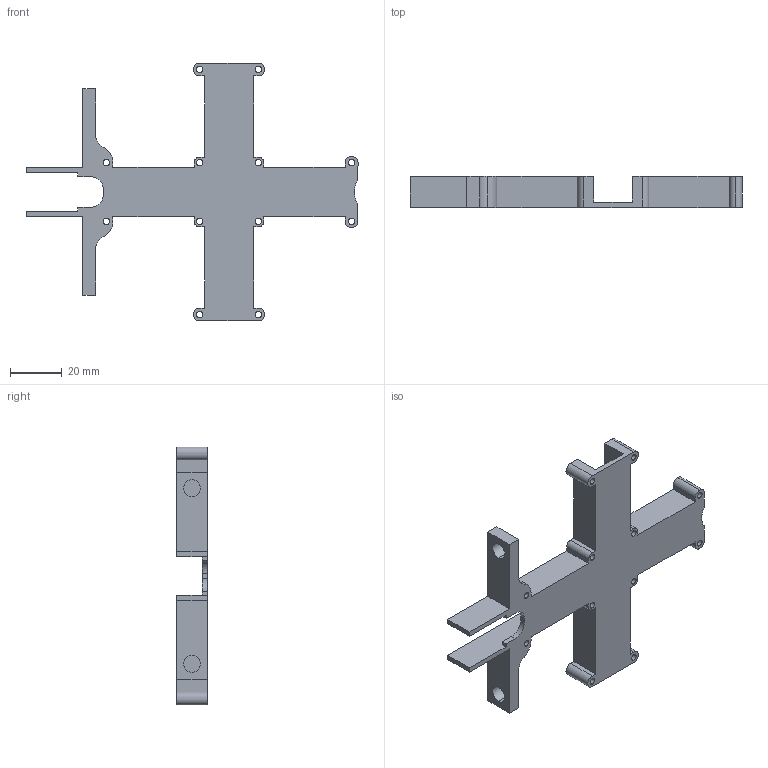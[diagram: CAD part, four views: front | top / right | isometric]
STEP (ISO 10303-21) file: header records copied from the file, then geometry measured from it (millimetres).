
FILE_DESCRIPTION (( 'STEP AP214' ), '1' );
FILE_NAME ('Croix_support_inf_1.STEP', '2023-06-28T07:54:34', ( '' ), ( '' ), 'SwSTEP 2.0', 'SolidWorks 2023', '' );
FILE_SCHEMA (( 'AUTOMOTIVE_DESIGN' ));
Length unit declared in the file: millimetre
Products named in the file (1): Croix_support_inf_1
Bounding box: 128.69 x 12 x 100 mm (x, y, z)
Volume: 20789.4 mm3; surface area: 20109.8 mm2
Topology: 1 solids, 1 shells, 109 faces, 321 edges, 214 vertices
Faces by surface type: plane 58, cylinder 51
Entity records: 3736 total; most frequent: CARTESIAN_POINT 645, DIRECTION 643, ORIENTED_EDGE 642, EDGE_CURVE 321, LINE 219, VECTOR 219, VERTEX_POINT 214, AXIS2_PLACEMENT_3D 212
